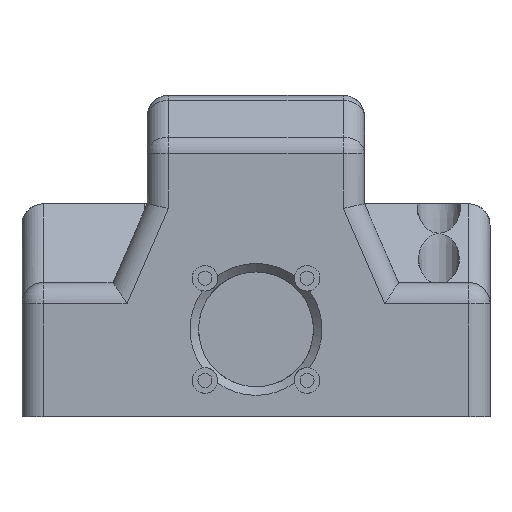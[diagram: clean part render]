
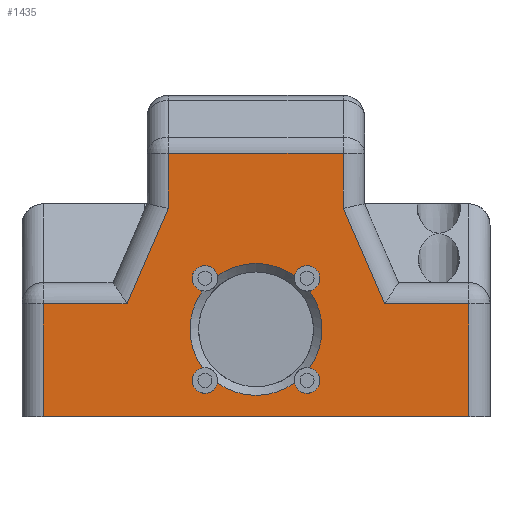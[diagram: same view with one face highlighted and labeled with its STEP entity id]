
A CAD part, front view. The second image highlights one B-rep face of the part: STEP entity #1435.
In plain terms, the highlighted planar face has unit normal (0, -1, 0).
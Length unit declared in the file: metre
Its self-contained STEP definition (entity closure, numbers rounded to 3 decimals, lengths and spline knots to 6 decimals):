
#1435 = ADVANCED_FACE( '', ( #3167, #3168 ), #3169, .F. );
#3167 = FACE_BOUND( '', #5042, .T. );
#3168 = FACE_OUTER_BOUND( '', #5043, .T. );
#3169 = PLANE( '', #5044 );
#5042 = EDGE_LOOP( '', ( #9247, #9248, #9249, #9250, #9251, #9252, #9253, #9254 ) );
#5043 = EDGE_LOOP( '', ( #9255, #9256, #9257, #9258, #9259, #9260, #9261, #9262, #9263, #9264 ) );
#5044 = AXIS2_PLACEMENT_3D( '', #9265, #9266, #9267 );
#9247 = ORIENTED_EDGE( '', *, *, #11268, .F. );
#9248 = ORIENTED_EDGE( '', *, *, #11313, .T. );
#9249 = ORIENTED_EDGE( '', *, *, #11072, .F. );
#9250 = ORIENTED_EDGE( '', *, *, #11317, .T. );
#9251 = ORIENTED_EDGE( '', *, *, #11706, .F. );
#9252 = ORIENTED_EDGE( '', *, *, #11315, .T. );
#9253 = ORIENTED_EDGE( '', *, *, #10584, .F. );
#9254 = ORIENTED_EDGE( '', *, *, #11314, .T. );
#9255 = ORIENTED_EDGE( '', *, *, #10591, .F. );
#9256 = ORIENTED_EDGE( '', *, *, #11025, .T. );
#9257 = ORIENTED_EDGE( '', *, *, #10504, .T. );
#9258 = ORIENTED_EDGE( '', *, *, #11707, .T. );
#9259 = ORIENTED_EDGE( '', *, *, #11381, .T. );
#9260 = ORIENTED_EDGE( '', *, *, #11309, .T. );
#9261 = ORIENTED_EDGE( '', *, *, #11278, .T. );
#9262 = ORIENTED_EDGE( '', *, *, #11656, .T. );
#9263 = ORIENTED_EDGE( '', *, *, #10594, .T. );
#9264 = ORIENTED_EDGE( '', *, *, #10769, .T. );
#9265 = CARTESIAN_POINT( '', ( 0.177336, 0.16155, 0.362247 ) );
#9266 = DIRECTION( '', ( 0., 1., 0. ) );
#9267 = DIRECTION( '', ( 0., 0., 1. ) );
#10504 = EDGE_CURVE( '', #12674, #12679, #12681, .T. );
#10584 = EDGE_CURVE( '', #12812, #12813, #12814, .T. );
#10591 = EDGE_CURVE( '', #12823, #12825, #12826, .T. );
#10594 = EDGE_CURVE( '', #12829, #12830, #12831, .T. );
#10769 = EDGE_CURVE( '', #12830, #12825, #13113, .T. );
#11025 = EDGE_CURVE( '', #12823, #12674, #13505, .T. );
#11072 = EDGE_CURVE( '', #13570, #13571, #13572, .T. );
#11268 = EDGE_CURVE( '', #13837, #13838, #13839, .T. );
#11278 = EDGE_CURVE( '', #13847, #13850, #13852, .T. );
#11309 = EDGE_CURVE( '', #13891, #13847, #13893, .T. );
#11313 = EDGE_CURVE( '', #13837, #13571, #13898, .T. );
#11314 = EDGE_CURVE( '', #12812, #13838, #13899, .T. );
#11315 = EDGE_CURVE( '', #13900, #12813, #13901, .T. );
#11317 = EDGE_CURVE( '', #13570, #13902, #13904, .T. );
#11381 = EDGE_CURVE( '', #13062, #13891, #13989, .T. );
#11656 = EDGE_CURVE( '', #13850, #12829, #14330, .T. );
#11706 = EDGE_CURVE( '', #13900, #13902, #14384, .T. );
#11707 = EDGE_CURVE( '', #12679, #13062, #14385, .F. );
#12674 = VERTEX_POINT( '', #15786 );
#12679 = VERTEX_POINT( '', #15792 );
#12681 = LINE( '', #15794, #15795 );
#12812 = VERTEX_POINT( '', #15972 );
#12813 = VERTEX_POINT( '', #15973 );
#12814 = CIRCLE( '', #15974, 0.003 );
#12823 = VERTEX_POINT( '', #16009 );
#12825 = VERTEX_POINT( '', #16011 );
#12826 = LINE( '', #16012, #16013 );
#12829 = VERTEX_POINT( '', #16016 );
#12830 = VERTEX_POINT( '', #16017 );
#12831 = LINE( '', #16018, #16019 );
#13062 = VERTEX_POINT( '', #16333 );
#13113 = LINE( '', #16404, #16405 );
#13505 = LINE( '', #16919, #16920 );
#13570 = VERTEX_POINT( '', #17007 );
#13571 = VERTEX_POINT( '', #17008 );
#13572 = CIRCLE( '', #17009, 0.003 );
#13837 = VERTEX_POINT( '', #17398 );
#13838 = VERTEX_POINT( '', #17399 );
#13839 = CIRCLE( '', #17400, 0.003 );
#13847 = VERTEX_POINT( '', #17435 );
#13850 = VERTEX_POINT( '', #17439 );
#13852 = LINE( '', #17441, #17442 );
#13891 = VERTEX_POINT( '', #17497 );
#13893 = LINE( '', #17499, #17500 );
#13898 = CIRCLE( '', #17505, 0.0155 );
#13899 = CIRCLE( '', #17506, 0.0155 );
#13900 = VERTEX_POINT( '', #17507 );
#13901 = CIRCLE( '', #17508, 0.0155 );
#13902 = VERTEX_POINT( '', #17509 );
#13904 = CIRCLE( '', #17536, 0.0155 );
#13989 = LINE( '', #17695, #17696 );
#14330 = LINE( '', #18150, #18151 );
#14384 = CIRCLE( '', #18227, 0.003 );
#14385 = LINE( '', #18228, #18229 );
#15786 = CARTESIAN_POINT( '', ( 0.241559, 0.16155, 0.349747 ) );
#15792 = CARTESIAN_POINT( '', ( 0.231844, 0.16155, 0.372212 ) );
#15794 = CARTESIAN_POINT( '', ( 0.226887, 0.16155, 0.383675 ) );
#15795 = VECTOR( '', #18924, 1. );
#15972 = CARTESIAN_POINT( '', ( 0.223905, 0.16155, 0.352804 ) );
#15973 = CARTESIAN_POINT( '', ( 0.220383, 0.16155, 0.356326 ) );
#15974 = AXIS2_PLACEMENT_3D( '', #19021, #19022, #19023 );
#16009 = CARTESIAN_POINT( '', ( 0.261326, 0.16155, 0.349747 ) );
#16011 = CARTESIAN_POINT( '', ( 0.261326, 0.16155, 0.323247 ) );
#16012 = CARTESIAN_POINT( '', ( 0.261326, 0.16155, 0.362247 ) );
#16013 = VECTOR( '', #19031, 1. );
#16016 = CARTESIAN_POINT( '', ( 0.161326, 0.16155, 0.349747 ) );
#16017 = CARTESIAN_POINT( '', ( 0.161326, 0.16155, 0.323247 ) );
#16018 = CARTESIAN_POINT( '', ( 0.161326, 0.16155, 0.362247 ) );
#16019 = VECTOR( '', #19035, 1. );
#16333 = CARTESIAN_POINT( '', ( 0.231844, 0.16155, 0.385112 ) );
#16404 = CARTESIAN_POINT( '', ( 0.177336, 0.16155, 0.323247 ) );
#16405 = VECTOR( '', #19243, 1. );
#16919 = CARTESIAN_POINT( '', ( 0.244844, 0.16155, 0.349747 ) );
#16920 = VECTOR( '', #19576, 1. );
#17007 = CARTESIAN_POINT( '', ( 0.198747, 0.16155, 0.334691 ) );
#17008 = CARTESIAN_POINT( '', ( 0.20227, 0.16155, 0.331168 ) );
#17009 = AXIS2_PLACEMENT_3D( '', #19635, #19636, #19637 );
#17398 = CARTESIAN_POINT( '', ( 0.220383, 0.16155, 0.331168 ) );
#17399 = CARTESIAN_POINT( '', ( 0.223905, 0.16155, 0.334691 ) );
#17400 = AXIS2_PLACEMENT_3D( '', #19865, #19866, #19867 );
#17435 = CARTESIAN_POINT( '', ( 0.190731, 0.16155, 0.372212 ) );
#17439 = CARTESIAN_POINT( '', ( 0.181016, 0.16155, 0.349747 ) );
#17441 = CARTESIAN_POINT( '', ( 0.184991, 0.16155, 0.358937 ) );
#17442 = VECTOR( '', #19880, 1. );
#17497 = CARTESIAN_POINT( '', ( 0.190731, 0.16155, 0.385112 ) );
#17499 = CARTESIAN_POINT( '', ( 0.190731, 0.16155, 0.362247 ) );
#17500 = VECTOR( '', #19906, 1. );
#17505 = AXIS2_PLACEMENT_3D( '', #19910, #19911, #19912 );
#17506 = AXIS2_PLACEMENT_3D( '', #19913, #19914, #19915 );
#17507 = CARTESIAN_POINT( '', ( 0.20227, 0.16155, 0.356326 ) );
#17508 = AXIS2_PLACEMENT_3D( '', #19916, #19917, #19918 );
#17509 = CARTESIAN_POINT( '', ( 0.198747, 0.16155, 0.352804 ) );
#17536 = AXIS2_PLACEMENT_3D( '', #19919, #19920, #19921 );
#17695 = CARTESIAN_POINT( '', ( 0.177336, 0.16155, 0.385112 ) );
#17696 = VECTOR( '', #19989, 1. );
#18150 = CARTESIAN_POINT( '', ( 0.161326, 0.16155, 0.349747 ) );
#18151 = VECTOR( '', #20249, 1. );
#18227 = AXIS2_PLACEMENT_3D( '', #20290, #20291, #20292 );
#18228 = CARTESIAN_POINT( '', ( 0.231844, 0.16155, 0.362247 ) );
#18229 = VECTOR( '', #20293, 1. );
#18924 = DIRECTION( '', ( -0.397, 0., 0.918 ) );
#19021 = CARTESIAN_POINT( '', ( 0.223326, 0.16155, 0.355747 ) );
#19022 = DIRECTION( '', ( 0., -1., 0. ) );
#19023 = DIRECTION( '', ( 1., 0., 0. ) );
#19031 = DIRECTION( '', ( 0., 0., -1. ) );
#19035 = DIRECTION( '', ( 0., 0., -1. ) );
#19243 = DIRECTION( '', ( 1., 0., 0. ) );
#19576 = DIRECTION( '', ( -1., 0., 0. ) );
#19635 = CARTESIAN_POINT( '', ( 0.199326, 0.16155, 0.331747 ) );
#19636 = DIRECTION( '', ( 0., -1., 0. ) );
#19637 = DIRECTION( '', ( 1., 0., 0. ) );
#19865 = CARTESIAN_POINT( '', ( 0.223326, 0.16155, 0.331747 ) );
#19866 = DIRECTION( '', ( 0., -1., 0. ) );
#19867 = DIRECTION( '', ( 1., 0., 0. ) );
#19880 = DIRECTION( '', ( -0.397, 0., -0.918 ) );
#19906 = DIRECTION( '', ( 0., 0., -1. ) );
#19910 = CARTESIAN_POINT( '', ( 0.211326, 0.16155, 0.343747 ) );
#19911 = DIRECTION( '', ( 0., 1., 0. ) );
#19912 = DIRECTION( '', ( 0., 0., 1. ) );
#19913 = CARTESIAN_POINT( '', ( 0.211326, 0.16155, 0.343747 ) );
#19914 = DIRECTION( '', ( 0., 1., 0. ) );
#19915 = DIRECTION( '', ( 0., 0., 1. ) );
#19916 = CARTESIAN_POINT( '', ( 0.211326, 0.16155, 0.343747 ) );
#19917 = DIRECTION( '', ( 0., 1., 0. ) );
#19918 = DIRECTION( '', ( 0., 0., 1. ) );
#19919 = CARTESIAN_POINT( '', ( 0.211326, 0.16155, 0.343747 ) );
#19920 = DIRECTION( '', ( 0., 1., 0. ) );
#19921 = DIRECTION( '', ( 0., 0., 1. ) );
#19989 = DIRECTION( '', ( -1., 0., 0. ) );
#20249 = DIRECTION( '', ( -1., 0., 0. ) );
#20290 = CARTESIAN_POINT( '', ( 0.199326, 0.16155, 0.355747 ) );
#20291 = DIRECTION( '', ( 0., -1., 0. ) );
#20292 = DIRECTION( '', ( 1., 0., 0. ) );
#20293 = DIRECTION( '', ( 0., 0., -1. ) );
